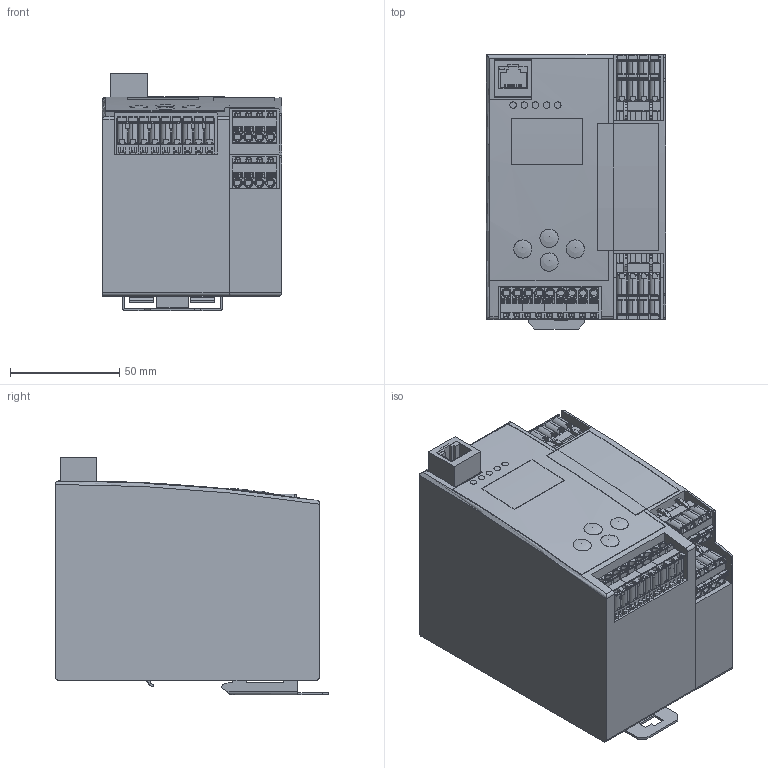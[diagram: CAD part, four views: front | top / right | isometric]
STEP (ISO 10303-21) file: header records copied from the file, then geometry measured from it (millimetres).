
FILE_DESCRIPTION(/* description */ ('Alibre Inc.'),/* implementation_level */ '2;1');
FILE_NAME(/* name */ 'export-27377BF4-20B5-40E9-8629-F2CB1313BA67',/* time_stamp */ '2020-01-29T11:25:20+01:00',/* author */ (''),/* organization */ (''),/* preprocessor_version */ 'ST-DEVELOPER v17',/* originating_system */ 'Alibre',/* authorisation */ '');
FILE_SCHEMA (('AUTOMOTIVE_DESIGN'));
Length unit declared in the file: centimetre
Products named in the file (21): ID_1
Bounding box: 82 x 125.29 x 108.65 mm (x, y, z)
Volume: 854950.2 mm3; surface area: 119474.4 mm2
Topology: 23 solids, 46 shells, 3761 faces, 10023 edges, 6487 vertices
Faces by surface type: plane 2300, cylinder 1168, bspline 138, cone 100, torus 51, sphere 4
Full cylindrical faces by diameter (mm): 3 x5
Entity records: 63332 total; most frequent: CARTESIAN_POINT 18114, ORIENTED_EDGE 9686, DIRECTION 7881, EDGE_CURVE 4843, VECTOR 3461, LINE 3461, VERTEX_POINT 3160, AXIS2_PLACEMENT_3D 2789
